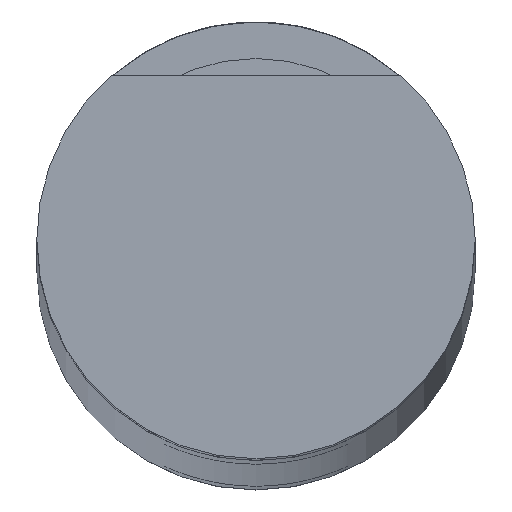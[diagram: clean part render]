
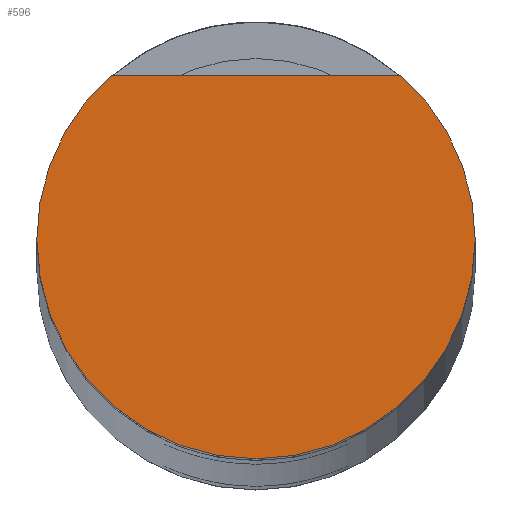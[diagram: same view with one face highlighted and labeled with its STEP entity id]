
A CAD part, top view. The second image highlights one B-rep face of the part: STEP entity #596.
In plain terms, the highlighted planar face has unit normal (0, 0, 1).
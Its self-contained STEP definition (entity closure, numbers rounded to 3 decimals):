
#18 = CARTESIAN_POINT ( 'NONE',  ( 0., 0., 245. ) ) ;
#21 = CARTESIAN_POINT ( 'NONE',  ( 0., 0., 245. ) ) ;
#26 = CARTESIAN_POINT ( 'NONE',  ( -1.984, 2.25, 245. ) ) ;
#75 = VERTEX_POINT ( 'NONE', #481 ) ;
#84 = DIRECTION ( 'NONE',  ( 1., 0., 0. ) ) ;
#102 = VERTEX_POINT ( 'NONE', #497 ) ;
#104 = ORIENTED_EDGE ( 'NONE', *, *, #414, .T. ) ;
#163 = CARTESIAN_POINT ( 'NONE',  ( 0., 0., 245. ) ) ;
#168 = VECTOR ( 'NONE', #315, 1000. ) ;
#173 = VERTEX_POINT ( 'NONE', #726 ) ;
#202 = AXIS2_PLACEMENT_3D ( 'NONE', #18, #235, #310 ) ;
#204 = CARTESIAN_POINT ( 'NONE',  ( 0., 0., 245. ) ) ;
#235 = DIRECTION ( 'NONE',  ( 0., 0., 1. ) ) ;
#284 = FACE_OUTER_BOUND ( 'NONE', #440, .T. ) ;
#296 = VERTEX_POINT ( 'NONE', #584 ) ;
#310 = DIRECTION ( 'NONE',  ( 1., 0., 0. ) ) ;
#315 = DIRECTION ( 'NONE',  ( 1., 0., 0. ) ) ;
#382 = DIRECTION ( 'NONE',  ( 0., 0., 1. ) ) ;
#414 = EDGE_CURVE ( 'NONE', #75, #296, #718, .T. ) ;
#440 = EDGE_LOOP ( 'NONE', ( #680, #844, #761, #104 ) ) ;
#450 = AXIS2_PLACEMENT_3D ( 'NONE', #21, #382, #84 ) ;
#452 = PLANE ( 'NONE',  #202 ) ;
#481 = CARTESIAN_POINT ( 'NONE',  ( 3., 0., 245. ) ) ;
#489 = DIRECTION ( 'NONE',  ( 0., 0., 1. ) ) ;
#490 = CIRCLE ( 'NONE', #450, 3. ) ;
#497 = CARTESIAN_POINT ( 'NONE',  ( -1.984, 2.25, 245. ) ) ;
#546 = LINE ( 'NONE', #26, #168 ) ;
#584 = CARTESIAN_POINT ( 'NONE',  ( 1.984, 2.25, 245. ) ) ;
#586 = EDGE_CURVE ( 'NONE', #102, #173, #490, .T. ) ;
#596 = ADVANCED_FACE ( 'NONE', ( #284 ), #452, .T. ) ;
#626 = AXIS2_PLACEMENT_3D ( 'NONE', #163, #917, #681 ) ;
#680 = ORIENTED_EDGE ( 'NONE', *, *, #687, .F. ) ;
#681 = DIRECTION ( 'NONE',  ( 1., 0., 0. ) ) ;
#687 = EDGE_CURVE ( 'NONE', #102, #296, #546, .T. ) ;
#718 = CIRCLE ( 'NONE', #626, 3. ) ;
#726 = CARTESIAN_POINT ( 'NONE',  ( -3., 0., 245. ) ) ;
#761 = ORIENTED_EDGE ( 'NONE', *, *, #903, .T. ) ;
#795 = DIRECTION ( 'NONE',  ( 1., 0., 0. ) ) ;
#817 = CIRCLE ( 'NONE', #896, 3. ) ;
#844 = ORIENTED_EDGE ( 'NONE', *, *, #586, .T. ) ;
#896 = AXIS2_PLACEMENT_3D ( 'NONE', #204, #489, #795 ) ;
#903 = EDGE_CURVE ( 'NONE', #173, #75, #817, .T. ) ;
#917 = DIRECTION ( 'NONE',  ( 0., 0., 1. ) ) ;
